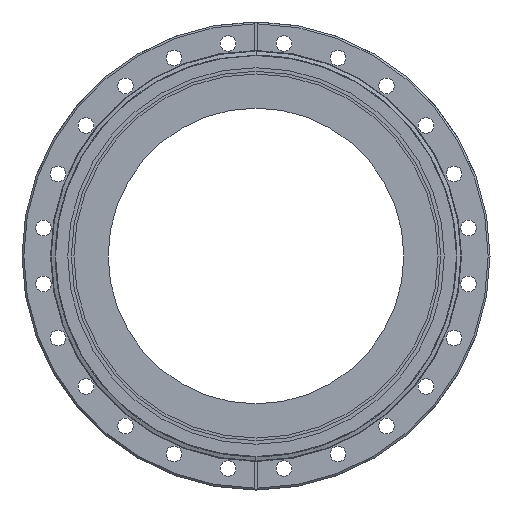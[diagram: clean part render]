
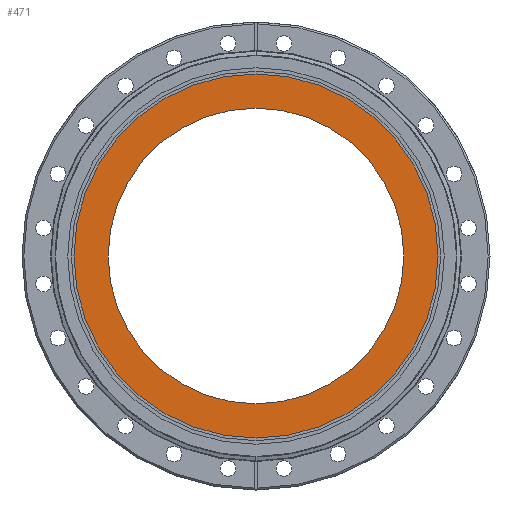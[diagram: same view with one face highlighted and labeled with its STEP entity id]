
A CAD part, left-side view. The second image highlights one B-rep face of the part: STEP entity #471.
In plain terms, the highlighted planar face has unit normal (-1, 0, 0).
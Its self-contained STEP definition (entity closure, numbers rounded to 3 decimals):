
#471=ADVANCED_FACE('',(#2086,#2087),#2085,.F.);
#2085=PLANE('',#6057);
#2086=FACE_OUTER_BOUND('',#6058,.T.);
#2087=FACE_BOUND('',#6059,.T.);
#6054=CARTESIAN_POINT('',(2.2,-183.725,110.3));
#6055=DIRECTION('',(1.,0.,0.));
#6056=DIRECTION('',(0.,0.,-1.));
#6057=AXIS2_PLACEMENT_3D('',#6054,#6055,#6056);
#6058=EDGE_LOOP('',(#8308,#8309));
#6059=EDGE_LOOP('',(#8310,#8311));
#8308=ORIENTED_EDGE('',*,*,#9868,.T.);
#8309=ORIENTED_EDGE('',*,*,#9869,.T.);
#8310=ORIENTED_EDGE('',*,*,#9870,.F.);
#8311=ORIENTED_EDGE('',*,*,#9871,.F.);
#9868=EDGE_CURVE('',#12352,#12353,#12354,.T.);
#9869=EDGE_CURVE('',#12353,#12352,#12360,.T.);
#9870=EDGE_CURVE('',#12366,#12367,#12368,.T.);
#9871=EDGE_CURVE('',#12367,#12366,#12374,.T.);
#12352=VERTEX_POINT('',#17558);
#12353=VERTEX_POINT('',#17559);
#12354=CIRCLE('',#17563,100.3);
#12360=CIRCLE('',#17567,100.3);
#12366=VERTEX_POINT('',#17568);
#12367=VERTEX_POINT('',#17569);
#12368=CIRCLE('',#17573,80.);
#12374=CIRCLE('',#17577,80.);
#17558=CARTESIAN_POINT('',(2.2,0.,100.3));
#17559=CARTESIAN_POINT('',(2.2,0.,-100.3));
#17560=CARTESIAN_POINT('',(2.2,0.,0.));
#17561=DIRECTION('',(-1.,0.,0.));
#17562=DIRECTION('',(0.,0.,1.));
#17563=AXIS2_PLACEMENT_3D('',#17560,#17561,#17562);
#17564=CARTESIAN_POINT('',(2.2,0.,0.));
#17565=DIRECTION('',(-1.,0.,0.));
#17566=DIRECTION('',(0.,0.,1.));
#17567=AXIS2_PLACEMENT_3D('',#17564,#17565,#17566);
#17568=CARTESIAN_POINT('',(2.2,0.,-80.));
#17569=CARTESIAN_POINT('',(2.2,0.,80.));
#17570=CARTESIAN_POINT('',(2.2,0.,0.));
#17571=DIRECTION('',(-1.,0.,0.));
#17572=DIRECTION('',(0.,0.,1.));
#17573=AXIS2_PLACEMENT_3D('',#17570,#17571,#17572);
#17574=CARTESIAN_POINT('',(2.2,0.,0.));
#17575=DIRECTION('',(-1.,0.,0.));
#17576=DIRECTION('',(0.,0.,1.));
#17577=AXIS2_PLACEMENT_3D('',#17574,#17575,#17576);
